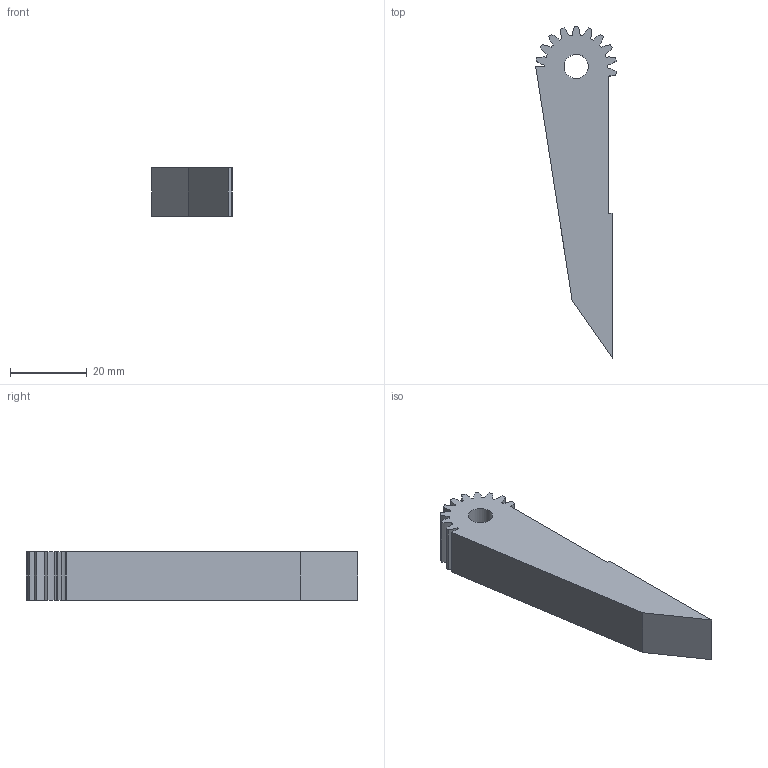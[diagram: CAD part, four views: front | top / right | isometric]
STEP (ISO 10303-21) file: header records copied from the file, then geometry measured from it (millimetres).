
FILE_DESCRIPTION(/* description */ (''),/* implementation_level */ '2;1');
FILE_NAME(/* name */ 'ClawSideLeft.stp',/* time_stamp */ '2025-05-16T20:54:12-04:00',/* author */ ('Designer'),/* organization */ (''),/* preprocessor_version */ 'ST-DEVELOPER v20',/* originating_system */ 'Autodesk Inventor 2024',/* authorisation */ '');
FILE_SCHEMA (('AUTOMOTIVE_DESIGN { 1 0 10303 214 3 1 1 }'));
Length unit declared in the file: inch
Products named in the file (1): ClawSide
Bounding box: 21.08 x 86.78 x 12.7 mm (x, y, z)
Volume: 13794 mm3; surface area: 5259.4 mm2
Topology: 1 solids, 1 shells, 49 faces, 141 edges, 94 vertices
Faces by surface type: cylinder 41, plane 8
Full cylindrical faces by diameter (mm): 6.35 x1
Entity records: 1706 total; most frequent: DIRECTION 323, CARTESIAN_POINT 285, ORIENTED_EDGE 282, EDGE_CURVE 141, AXIS2_PLACEMENT_3D 132, VERTEX_POINT 94, CIRCLE 82, LINE 59
